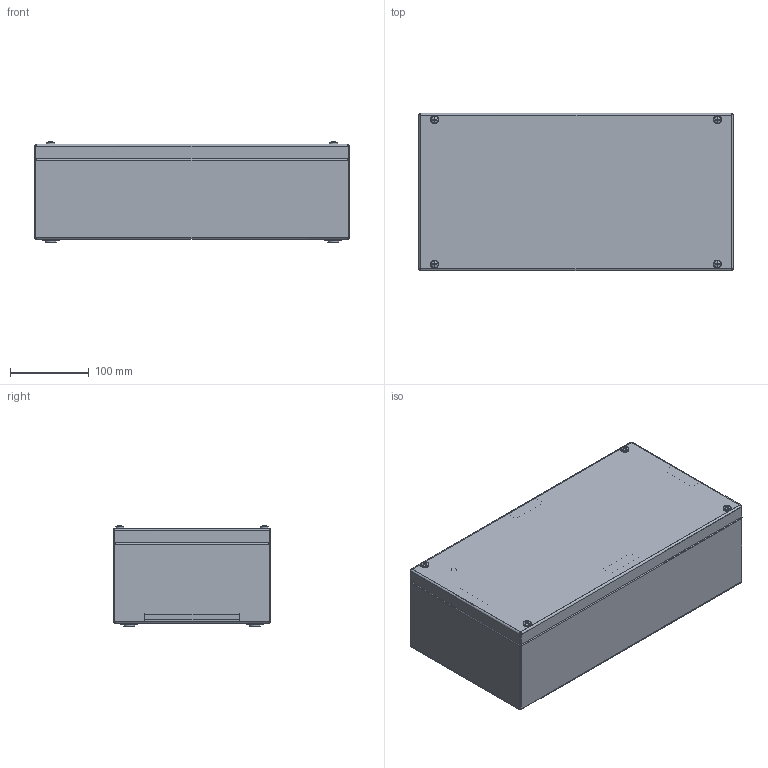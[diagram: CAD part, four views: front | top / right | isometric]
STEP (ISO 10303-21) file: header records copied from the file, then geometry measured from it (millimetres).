
FILE_DESCRIPTION(/* description */ (''),/* implementation_level */ '2;1');
FILE_NAME(/* name */ '20402012000-RST.stp',/* time_stamp */ '2021-09-08T13:19:19+02:00',/* author */ ('sl'),/* organization */ (''),/* preprocessor_version */ 'ST-DEVELOPER v16.5',/* originating_system */ 'Autodesk Inventor 2017',/* authorisation */ '');
FILE_SCHEMA (('AUTOMOTIVE_DESIGN { 1 0 10303 214 3 1 1 }'));
Length unit declared in the file: millimetre
Products named in the file (13): Edelstahl-Gehäuse-11-BG-0001-20402012000; Deckel-Edelstahl-Gehäuse-11-BG-0002-20402012000; 42034; 41070; 93344; 93379; 82410; UT-Edelstahl-Gehäuse-11-BG-0003-20402012000; 42006; 86003_Bl.1,25; 42109; Fuß-Edelstahl-Gehäuse-01-BT-0001-20101006000; Erdung-Edelstahl-Gehäuse-01-BT-0002-20101006000
Assembly tree (28 placements, depth 3):
  Edelstahl-Gehäuse-11-BG-0001-20402012000
    Deckel-Edelstahl-Gehäuse-11-BG-0002-20402012000
      93344  x4
      42034
      41070  x4
      93379
      82410  x4
    UT-Edelstahl-Gehäuse-11-BG-0003-20402012000
      86003_Bl.1,25  x4
      42006
      42109  x2
      Fuß-Edelstahl-Gehäuse-01-BT-0001-20101006000  x4
      Erdung-Edelstahl-Gehäuse-01-BT-0002-20101006000
Bounding box: 400 x 200 x 128.37 mm (x, y, z)
Volume: 461836.8 mm3; surface area: 709459.8 mm2
Topology: 26 solids, 26 shells, 726 faces, 1563 edges, 931 vertices
Faces by surface type: plane 314, cylinder 223, bspline 100, cone 45, sphere 24, torus 20
Full cylindrical faces by diameter (mm): 4.2 x8, 4.7 x1, 5 x23, 5.9 x4, 6 x1, 7 x9, 7.1 x4, 8 x9, 8.5 x4, 9 x4, 10 x8, 10.4 x4, 14 x4
Entity records: 18529 total; most frequent: CARTESIAN_POINT 7863, DIRECTION 2077, ORIENTED_EDGE 2026, EDGE_CURVE 1013, AXIS2_PLACEMENT_3D 771, VERTEX_POINT 615, EDGE_LOOP 614, LINE 535
